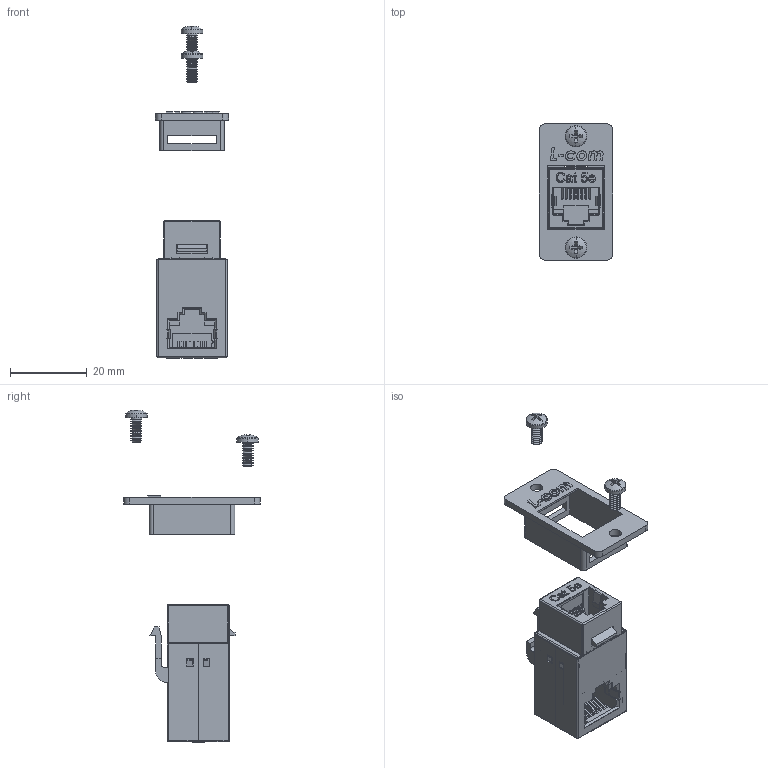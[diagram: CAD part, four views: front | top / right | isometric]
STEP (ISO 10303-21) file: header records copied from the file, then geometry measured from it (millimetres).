
FILE_DESCRIPTION (( 'STEP AP203' ), '1' );
FILE_NAME ('ECF504-SR5E.STEP', '2012-05-17T19:31:29', ( 'x' ), ( 'Microsoft' ), 'SwSTEP 2.0', 'SolidWorks 2010', '' );
FILE_SCHEMA (( 'CONFIG_CONTROL_DESIGN' ));
Products named in the file (18): TDG1026KC-R5E-MA2; 1BC01-009; 1AG02-002_??; TDG1026KC-R5E-MA4_??; ECF-SK; ECF504-SR5E; TDG1026KCS-R5E; 1AG01-011; 1AG02-005; 1AG02-006; 1AG01-008; TDG1026KC-R5E-MA3_??; 1AG01-051_??; 1AG02-001_??; 1AG01-052_??; 1AG02-003; 1AG02-004_??; 1AJ02-046_default
Assembly tree (30 placements, depth 5):
  ECF504-SR5E
    ECF-SK
    TDG1026KCS-R5E
      1AG02-005
      TDG1026KC-R5E-MA2
        1BC01-009
        TDG1026KC-R5E-MA4_??
          1AG02-003  x4
          1AG02-004_??  x4
          1AG01-052_??
        TDG1026KC-R5E-MA3_??
          1AG02-002_??  x4
          1AG02-001_??  x4
          1AG01-051_??
        1AG01-008
      1AG02-006
      1AG01-011
    1AJ02-046_default  x2
Bounding box: 19.05 x 35.56 x 86.56 mm (x, y, z)
Volume: 7011.4 mm3; surface area: 17170.7 mm2
Topology: 26 solids, 26 shells, 2026 faces, 5210 edges, 3288 vertices
Faces by surface type: plane 1322, cylinder 383, bspline 221, cone 80, sphere 16, torus 4
Entity records: 69958 total; most frequent: CARTESIAN_POINT 27105, ORIENTED_EDGE 8808, DIRECTION 7624, EDGE_CURVE 4404, VECTOR 3278, LINE 3278, VERTEX_POINT 2816, AXIS2_PLACEMENT_3D 2173
